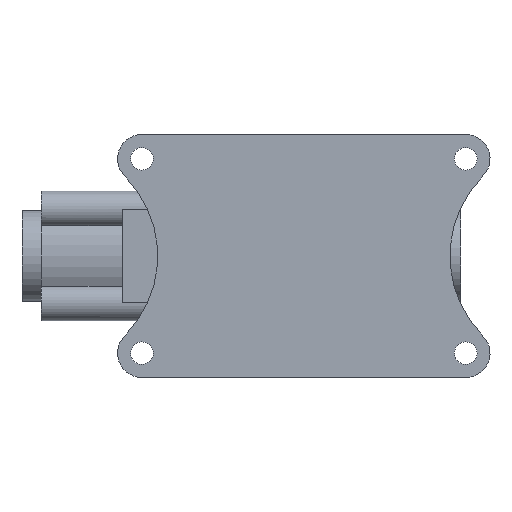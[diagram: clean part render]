
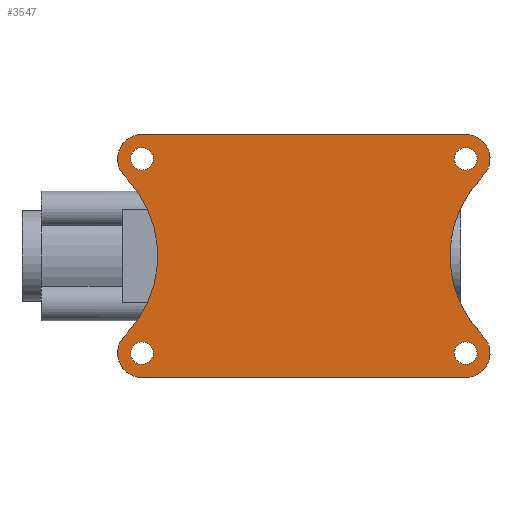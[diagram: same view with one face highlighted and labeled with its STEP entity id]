
A CAD part, front view. The second image highlights one B-rep face of the part: STEP entity #3547.
In plain terms, the highlighted planar face has unit normal (0, -1, 0).
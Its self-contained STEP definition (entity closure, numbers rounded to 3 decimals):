
#36 = CARTESIAN_POINT ( 'NONE',  ( 153.125, -45., 49.412 ) ) ;
#59 = DIRECTION ( 'NONE',  ( 0., 0., 1. ) ) ;
#60 = VERTEX_POINT ( 'NONE', #3892 ) ;
#64 = DIRECTION ( 'NONE',  ( 0., 1., 0. ) ) ;
#154 = VERTEX_POINT ( 'NONE', #1643 ) ;
#174 = DIRECTION ( 'NONE',  ( 1., 0., 0. ) ) ;
#202 = CIRCLE ( 'NONE', #748, 7. ) ;
#221 = EDGE_CURVE ( 'NONE', #4081, #574, #1264, .T. ) ;
#234 = CARTESIAN_POINT ( 'NONE',  ( 142.5, -45., -60. ) ) ;
#270 = CIRCLE ( 'NONE', #4416, 15. ) ;
#291 = CARTESIAN_POINT ( 'NONE',  ( -57.5, -45., 60. ) ) ;
#297 = ORIENTED_EDGE ( 'NONE', *, *, #1150, .F. ) ;
#348 = CIRCLE ( 'NONE', #2113, 70. ) ;
#382 = VERTEX_POINT ( 'NONE', #2630 ) ;
#401 = AXIS2_PLACEMENT_3D ( 'NONE', #1504, #689, #3099 ) ;
#407 = VERTEX_POINT ( 'NONE', #4203 ) ;
#410 = CIRCLE ( 'NONE', #3926, 15. ) ;
#416 = VERTEX_POINT ( 'NONE', #1159 ) ;
#429 = DIRECTION ( 'NONE',  ( 0., -1., 0. ) ) ;
#435 = CIRCLE ( 'NONE', #1227, 70. ) ;
#466 = ORIENTED_EDGE ( 'NONE', *, *, #1485, .T. ) ;
#529 = CARTESIAN_POINT ( 'NONE',  ( -57.5, -45., -75. ) ) ;
#551 = DIRECTION ( 'NONE',  ( 0., 0., 1. ) ) ;
#574 = VERTEX_POINT ( 'NONE', #2864 ) ;
#606 = VERTEX_POINT ( 'NONE', #3177 ) ;
#636 = ORIENTED_EDGE ( 'NONE', *, *, #3246, .F. ) ;
#673 = EDGE_CURVE ( 'NONE', #407, #382, #1358, .T. ) ;
#689 = DIRECTION ( 'NONE',  ( 0., 1., 0. ) ) ;
#747 = VERTEX_POINT ( 'NONE', #2460 ) ;
#748 = AXIS2_PLACEMENT_3D ( 'NONE', #234, #2930, #1744 ) ;
#783 = CARTESIAN_POINT ( 'NONE',  ( 142.5, -45., 60. ) ) ;
#906 = CARTESIAN_POINT ( 'NONE',  ( 202.708, -45., 0. ) ) ;
#912 = CARTESIAN_POINT ( 'NONE',  ( -57.5, -45., 60. ) ) ;
#967 = ORIENTED_EDGE ( 'NONE', *, *, #4432, .F. ) ;
#1029 = EDGE_CURVE ( 'NONE', #60, #416, #2731, .T. ) ;
#1035 = CARTESIAN_POINT ( 'NONE',  ( 142.5, -45., 60. ) ) ;
#1060 = EDGE_CURVE ( 'NONE', #747, #1436, #2477, .T. ) ;
#1091 = EDGE_CURVE ( 'NONE', #574, #2498, #4641, .T. ) ;
#1150 = EDGE_CURVE ( 'NONE', #3985, #747, #2962, .T. ) ;
#1159 = CARTESIAN_POINT ( 'NONE',  ( -57.5, -45., 67. ) ) ;
#1227 = AXIS2_PLACEMENT_3D ( 'NONE', #3529, #3902, #59 ) ;
#1256 = DIRECTION ( 'NONE',  ( 0., 0., 1. ) ) ;
#1264 = LINE ( 'NONE', #2795, #4156 ) ;
#1266 = DIRECTION ( 'NONE',  ( 0., 0., -1. ) ) ;
#1306 = AXIS2_PLACEMENT_3D ( 'NONE', #4591, #4613, #1266 ) ;
#1354 = CARTESIAN_POINT ( 'NONE',  ( -57.5, -45., -60. ) ) ;
#1358 = CIRCLE ( 'NONE', #4792, 7. ) ;
#1382 = DIRECTION ( 'NONE',  ( 0., 0., -1. ) ) ;
#1421 = DIRECTION ( 'NONE',  ( 0., 0., 1. ) ) ;
#1436 = VERTEX_POINT ( 'NONE', #4739 ) ;
#1466 = FACE_BOUND ( 'NONE', #4115, .T. ) ;
#1485 = EDGE_CURVE ( 'NONE', #154, #606, #4391, .T. ) ;
#1504 = CARTESIAN_POINT ( 'NONE',  ( 142.5, -45., -60. ) ) ;
#1506 = VERTEX_POINT ( 'NONE', #2920 ) ;
#1563 = DIRECTION ( 'NONE',  ( 0., 0., 1. ) ) ;
#1609 = AXIS2_PLACEMENT_3D ( 'NONE', #291, #3954, #551 ) ;
#1616 = DIRECTION ( 'NONE',  ( 0., 1., 0. ) ) ;
#1643 = CARTESIAN_POINT ( 'NONE',  ( -57.5, -45., -53. ) ) ;
#1727 = DIRECTION ( 'NONE',  ( 0., 1., 0. ) ) ;
#1744 = DIRECTION ( 'NONE',  ( 0., 0., 1. ) ) ;
#1775 = EDGE_CURVE ( 'NONE', #416, #60, #3046, .T. ) ;
#1836 = EDGE_LOOP ( 'NONE', ( #2027, #3725 ) ) ;
#1839 = VECTOR ( 'NONE', #3557, 1000. ) ;
#1842 = DIRECTION ( 'NONE',  ( 0., 1., 0. ) ) ;
#1857 = ORIENTED_EDGE ( 'NONE', *, *, #3878, .T. ) ;
#1861 = AXIS2_PLACEMENT_3D ( 'NONE', #4590, #1936, #1563 ) ;
#1936 = DIRECTION ( 'NONE',  ( 0., 1., 0. ) ) ;
#1937 = DIRECTION ( 'NONE',  ( 0., 0., -1. ) ) ;
#2002 = AXIS2_PLACEMENT_3D ( 'NONE', #912, #64, #1256 ) ;
#2027 = ORIENTED_EDGE ( 'NONE', *, *, #1775, .T. ) ;
#2113 = AXIS2_PLACEMENT_3D ( 'NONE', #906, #429, #3479 ) ;
#2138 = EDGE_CURVE ( 'NONE', #4207, #2471, #2418, .T. ) ;
#2238 = PLANE ( 'NONE',  #1861 ) ;
#2268 = CIRCLE ( 'NONE', #3875, 7. ) ;
#2331 = CARTESIAN_POINT ( 'NONE',  ( 142.5, -45., -67. ) ) ;
#2334 = DIRECTION ( 'NONE',  ( 0., 1., 0. ) ) ;
#2395 = ORIENTED_EDGE ( 'NONE', *, *, #1060, .F. ) ;
#2418 = CIRCLE ( 'NONE', #4728, 7. ) ;
#2425 = ORIENTED_EDGE ( 'NONE', *, *, #2652, .F. ) ;
#2428 = CIRCLE ( 'NONE', #1306, 7. ) ;
#2460 = CARTESIAN_POINT ( 'NONE',  ( 142.5, -45., -75. ) ) ;
#2465 = ORIENTED_EDGE ( 'NONE', *, *, #673, .T. ) ;
#2471 = VERTEX_POINT ( 'NONE', #2331 ) ;
#2477 = LINE ( 'NONE', #529, #1839 ) ;
#2496 = AXIS2_PLACEMENT_3D ( 'NONE', #1035, #3603, #4487 ) ;
#2498 = VERTEX_POINT ( 'NONE', #36 ) ;
#2610 = ORIENTED_EDGE ( 'NONE', *, *, #1091, .F. ) ;
#2617 = FACE_OUTER_BOUND ( 'NONE', #4094, .T. ) ;
#2630 = CARTESIAN_POINT ( 'NONE',  ( 142.5, -45., 53. ) ) ;
#2652 = EDGE_CURVE ( 'NONE', #1436, #1506, #410, .T. ) ;
#2695 = CARTESIAN_POINT ( 'NONE',  ( -57.5, -45., 60. ) ) ;
#2708 = DIRECTION ( 'NONE',  ( 0., 0., -1. ) ) ;
#2731 = CIRCLE ( 'NONE', #1609, 7. ) ;
#2795 = CARTESIAN_POINT ( 'NONE',  ( -57.5, -45., 75. ) ) ;
#2842 = EDGE_LOOP ( 'NONE', ( #2465, #1857 ) ) ;
#2859 = DIRECTION ( 'NONE',  ( 0., 0., -1. ) ) ;
#2864 = CARTESIAN_POINT ( 'NONE',  ( 142.5, -45., 75. ) ) ;
#2898 = ORIENTED_EDGE ( 'NONE', *, *, #4763, .F. ) ;
#2920 = CARTESIAN_POINT ( 'NONE',  ( -68.125, -45., -49.412 ) ) ;
#2930 = DIRECTION ( 'NONE',  ( 0., 1., 0. ) ) ;
#2942 = VERTEX_POINT ( 'NONE', #3247 ) ;
#2962 = CIRCLE ( 'NONE', #401, 15. ) ;
#2965 = AXIS2_PLACEMENT_3D ( 'NONE', #1354, #3690, #1382 ) ;
#3046 = CIRCLE ( 'NONE', #2002, 7. ) ;
#3093 = DIRECTION ( 'NONE',  ( 0., 0., 1. ) ) ;
#3099 = DIRECTION ( 'NONE',  ( 0., 0., -1. ) ) ;
#3177 = CARTESIAN_POINT ( 'NONE',  ( -57.5, -45., -67. ) ) ;
#3246 = EDGE_CURVE ( 'NONE', #2498, #3985, #348, .T. ) ;
#3247 = CARTESIAN_POINT ( 'NONE',  ( -68.125, -45., 49.412 ) ) ;
#3423 = ORIENTED_EDGE ( 'NONE', *, *, #221, .F. ) ;
#3479 = DIRECTION ( 'NONE',  ( 0., 0., -1. ) ) ;
#3529 = CARTESIAN_POINT ( 'NONE',  ( -117.708, -45., 0. ) ) ;
#3539 = ORIENTED_EDGE ( 'NONE', *, *, #2138, .T. ) ;
#3547 = ADVANCED_FACE ( 'NONE', ( #4155, #4491, #4885, #1466, #2617 ), #2238, .F. ) ;
#3557 = DIRECTION ( 'NONE',  ( -1., 0., 0. ) ) ;
#3603 = DIRECTION ( 'NONE',  ( 0., 1., 0. ) ) ;
#3615 = CARTESIAN_POINT ( 'NONE',  ( -57.5, -45., 75. ) ) ;
#3690 = DIRECTION ( 'NONE',  ( 0., 1., 0. ) ) ;
#3725 = ORIENTED_EDGE ( 'NONE', *, *, #1029, .T. ) ;
#3760 = CARTESIAN_POINT ( 'NONE',  ( -57.5, -45., -60. ) ) ;
#3831 = DIRECTION ( 'NONE',  ( 0., 1., 0. ) ) ;
#3875 = AXIS2_PLACEMENT_3D ( 'NONE', #783, #2334, #2708 ) ;
#3878 = EDGE_CURVE ( 'NONE', #382, #407, #2268, .T. ) ;
#3892 = CARTESIAN_POINT ( 'NONE',  ( -57.5, -45., 53. ) ) ;
#3902 = DIRECTION ( 'NONE',  ( 0., -1., 0. ) ) ;
#3926 = AXIS2_PLACEMENT_3D ( 'NONE', #3760, #3831, #3093 ) ;
#3954 = DIRECTION ( 'NONE',  ( 0., 1., 0. ) ) ;
#3985 = VERTEX_POINT ( 'NONE', #4657 ) ;
#4008 = CARTESIAN_POINT ( 'NONE',  ( 142.5, -45., 60. ) ) ;
#4081 = VERTEX_POINT ( 'NONE', #3615 ) ;
#4094 = EDGE_LOOP ( 'NONE', ( #2425, #2395, #297, #636, #2610, #3423, #2898, #967 ) ) ;
#4115 = EDGE_LOOP ( 'NONE', ( #3539, #4712 ) ) ;
#4129 = ORIENTED_EDGE ( 'NONE', *, *, #4742, .T. ) ;
#4155 = FACE_BOUND ( 'NONE', #4439, .T. ) ;
#4156 = VECTOR ( 'NONE', #174, 1000. ) ;
#4203 = CARTESIAN_POINT ( 'NONE',  ( 142.5, -45., 67. ) ) ;
#4207 = VERTEX_POINT ( 'NONE', #4430 ) ;
#4391 = CIRCLE ( 'NONE', #2965, 7. ) ;
#4416 = AXIS2_PLACEMENT_3D ( 'NONE', #2695, #1616, #1937 ) ;
#4430 = CARTESIAN_POINT ( 'NONE',  ( 142.5, -45., -53. ) ) ;
#4432 = EDGE_CURVE ( 'NONE', #1506, #2942, #435, .T. ) ;
#4439 = EDGE_LOOP ( 'NONE', ( #466, #4129 ) ) ;
#4487 = DIRECTION ( 'NONE',  ( 0., 0., 1. ) ) ;
#4491 = FACE_BOUND ( 'NONE', #1836, .T. ) ;
#4573 = EDGE_CURVE ( 'NONE', #2471, #4207, #202, .T. ) ;
#4590 = CARTESIAN_POINT ( 'NONE',  ( -57.5, -45., -60. ) ) ;
#4591 = CARTESIAN_POINT ( 'NONE',  ( -57.5, -45., -60. ) ) ;
#4613 = DIRECTION ( 'NONE',  ( 0., 1., 0. ) ) ;
#4641 = CIRCLE ( 'NONE', #2496, 15. ) ;
#4657 = CARTESIAN_POINT ( 'NONE',  ( 153.125, -45., -49.412 ) ) ;
#4712 = ORIENTED_EDGE ( 'NONE', *, *, #4573, .T. ) ;
#4728 = AXIS2_PLACEMENT_3D ( 'NONE', #4847, #1842, #1421 ) ;
#4739 = CARTESIAN_POINT ( 'NONE',  ( -57.5, -45., -75. ) ) ;
#4742 = EDGE_CURVE ( 'NONE', #606, #154, #2428, .T. ) ;
#4763 = EDGE_CURVE ( 'NONE', #2942, #4081, #270, .T. ) ;
#4792 = AXIS2_PLACEMENT_3D ( 'NONE', #4008, #1727, #2859 ) ;
#4847 = CARTESIAN_POINT ( 'NONE',  ( 142.5, -45., -60. ) ) ;
#4885 = FACE_BOUND ( 'NONE', #2842, .T. ) ;
